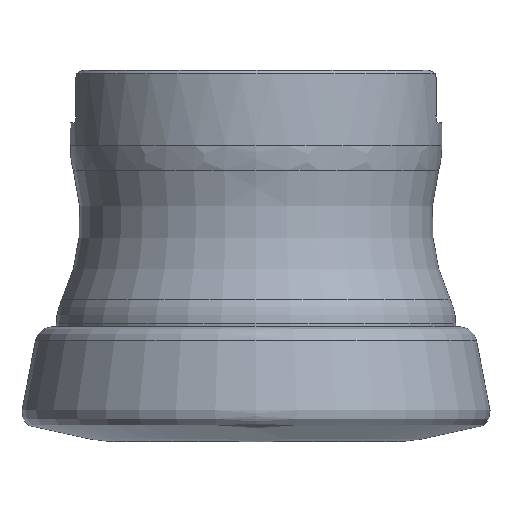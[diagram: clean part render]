
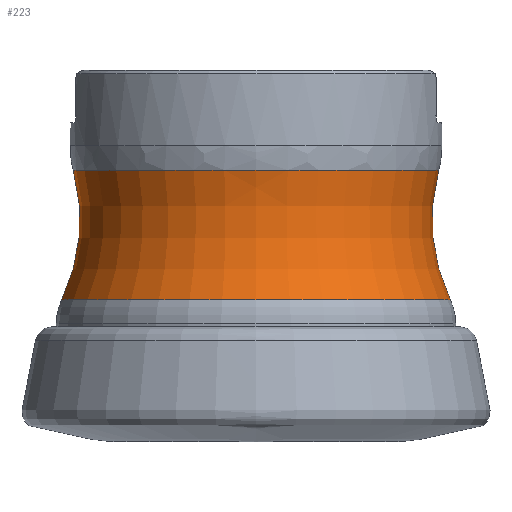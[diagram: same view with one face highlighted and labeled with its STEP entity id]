
A CAD part, left-side view. The second image highlights one B-rep face of the part: STEP entity #223.
In plain terms, the highlighted toroidal (fillet/blend) face has major radius 48.665 mm and minor radius 25 mm.
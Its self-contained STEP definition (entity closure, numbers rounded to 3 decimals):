
#83=TOROIDAL_SURFACE('',#929,48.665,25.);
#223=ADVANCED_FACE('',(#294,#295),#83,.F.);
#294=FACE_BOUND('',#350,.T.);
#295=FACE_BOUND('',#351,.T.);
#350=EDGE_LOOP('',(#468));
#351=EDGE_LOOP('',(#469));
#468=ORIENTED_EDGE('',*,*,#689,.T.);
#469=ORIENTED_EDGE('',*,*,#688,.F.);
#616=VERTEX_POINT('',#1549);
#617=VERTEX_POINT('',#1579);
#688=EDGE_CURVE('',#616,#616,#736,.T.);
#689=EDGE_CURVE('',#617,#617,#737,.T.);
#736=CIRCLE('',#927,24.555);
#737=CIRCLE('',#928,26.115);
#927=AXIS2_PLACEMENT_3D('',#1548,#1081,#1082);
#928=AXIS2_PLACEMENT_3D('',#1578,#1083,#1084);
#929=AXIS2_PLACEMENT_3D('',#1580,#1085,#1086);
#1081=DIRECTION('',(0.,0.,1.));
#1082=DIRECTION('',(-1.,0.,0.));
#1083=DIRECTION('',(0.,0.,1.));
#1084=DIRECTION('',(-1.,0.,0.));
#1085=DIRECTION('',(0.,0.,-1.));
#1086=DIRECTION('',(1.,0.,0.));
#1548=CARTESIAN_POINT('',(0.,0.,-13.449));
#1549=CARTESIAN_POINT('',(-24.555,0.,-13.449));
#1578=CARTESIAN_POINT('',(0.,0.,-30.852));
#1579=CARTESIAN_POINT('',(-26.115,0.,-30.852));
#1580=CARTESIAN_POINT('',(0.,0.,-20.059));
